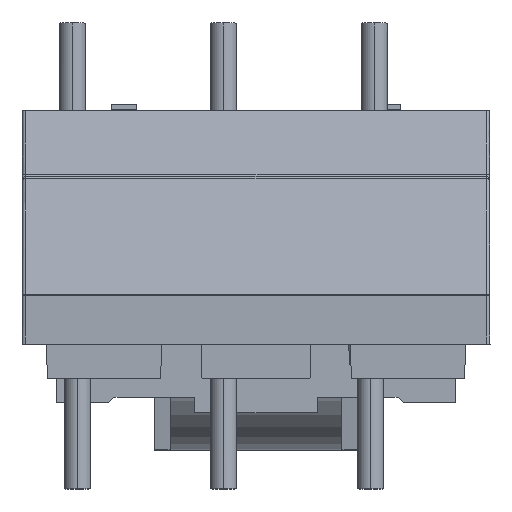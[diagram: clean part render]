
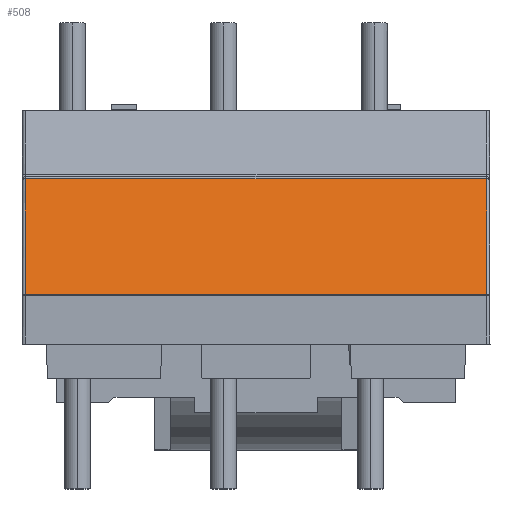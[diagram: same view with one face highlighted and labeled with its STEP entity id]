
A CAD part, top view. The second image highlights one B-rep face of the part: STEP entity #508.
In plain terms, the highlighted planar face has unit normal (0, 0.259, 0.966).
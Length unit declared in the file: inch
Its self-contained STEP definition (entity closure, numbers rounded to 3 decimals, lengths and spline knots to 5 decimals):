
#143 = ORIENTED_EDGE ( 'NONE', *, *, #3490, .T. ) ;
#508 = ADVANCED_FACE ( 'NONE', ( #13197 ), #10744, .T. ) ;
#569 = VECTOR ( 'NONE', #688, 39.37008 ) ;
#688 = DIRECTION ( 'NONE',  ( -0.003, -0.966, 0.259 ) ) ;
#714 = VECTOR ( 'NONE', #4292, 39.37008 ) ;
#896 = CARTESIAN_POINT ( 'NONE',  ( -0.87705, 1.01487, 2.57605 ) ) ;
#1371 = VECTOR ( 'NONE', #2243, 39.37008 ) ;
#1409 = CARTESIAN_POINT ( 'NONE',  ( -0.86665, 0.58024, 2.69251 ) ) ;
#1417 = AXIS2_PLACEMENT_3D ( 'NONE', #896, #2034, #7017 ) ;
#2034 = DIRECTION ( 'NONE',  ( 0., 0.259, 0.966 ) ) ;
#2243 = DIRECTION ( 'NONE',  ( 1., 0., 0. ) ) ;
#3136 = LINE ( 'NONE', #8187, #569 ) ;
#3490 = EDGE_CURVE ( 'NONE', #14019, #14731, #11449, .T. ) ;
#3669 = LINE ( 'NONE', #11074, #7354 ) ;
#4292 = DIRECTION ( 'NONE',  ( -0.003, 0.966, -0.259 ) ) ;
#4958 = VERTEX_POINT ( 'NONE', #1409 ) ;
#7017 = DIRECTION ( 'NONE',  ( 0., -0.966, 0.259 ) ) ;
#7354 = VECTOR ( 'NONE', #14750, 39.37008 ) ;
#8187 = CARTESIAN_POINT ( 'NONE',  ( -0.86608, 0.79756, 2.63428 ) ) ;
#9236 = CARTESIAN_POINT ( 'NONE',  ( 0.86551, 1.01487, 2.57605 ) ) ;
#9867 = VERTEX_POINT ( 'NONE', #15105 ) ;
#9893 = CARTESIAN_POINT ( 'NONE',  ( 0., 0.58024, 2.69251 ) ) ;
#10744 = PLANE ( 'NONE',  #1417 ) ;
#10866 = ORIENTED_EDGE ( 'NONE', *, *, #14828, .T. ) ;
#11074 = CARTESIAN_POINT ( 'NONE',  ( 0., 1.01487, 2.57605 ) ) ;
#11449 = LINE ( 'NONE', #14065, #714 ) ;
#12464 = ORIENTED_EDGE ( 'NONE', *, *, #15239, .T. ) ;
#13197 = FACE_OUTER_BOUND ( 'NONE', #16024, .T. ) ;
#13534 = EDGE_CURVE ( 'NONE', #4958, #14019, #14940, .T. ) ;
#14019 = VERTEX_POINT ( 'NONE', #14327 ) ;
#14065 = CARTESIAN_POINT ( 'NONE',  ( 0.86608, 0.79756, 2.63428 ) ) ;
#14327 = CARTESIAN_POINT ( 'NONE',  ( 0.86665, 0.58024, 2.69251 ) ) ;
#14565 = ORIENTED_EDGE ( 'NONE', *, *, #13534, .T. ) ;
#14731 = VERTEX_POINT ( 'NONE', #9236 ) ;
#14750 = DIRECTION ( 'NONE',  ( -1., 0., 0. ) ) ;
#14828 = EDGE_CURVE ( 'NONE', #9867, #4958, #3136, .T. ) ;
#14940 = LINE ( 'NONE', #9893, #1371 ) ;
#15105 = CARTESIAN_POINT ( 'NONE',  ( -0.86551, 1.01487, 2.57605 ) ) ;
#15239 = EDGE_CURVE ( 'NONE', #14731, #9867, #3669, .T. ) ;
#16024 = EDGE_LOOP ( 'NONE', ( #10866, #14565, #143, #12464 ) ) ;
